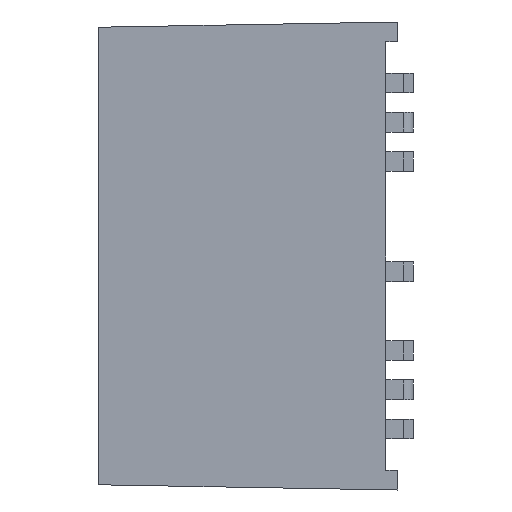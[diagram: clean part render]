
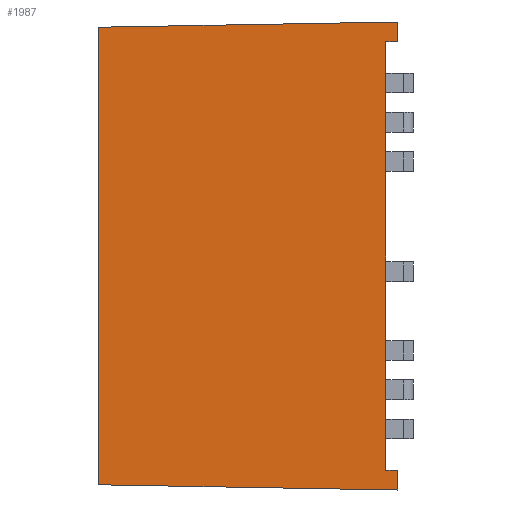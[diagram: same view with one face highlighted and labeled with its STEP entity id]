
A CAD part, left-side view. The second image highlights one B-rep face of the part: STEP entity #1987.
In plain terms, the highlighted planar face has unit normal (-1, 0.018, 0).
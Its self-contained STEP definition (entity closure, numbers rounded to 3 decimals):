
#115 = ORIENTED_EDGE ( 'NONE', *, *, #2638, .T. ) ;
#178 = VECTOR ( 'NONE', #2257, 1000. ) ;
#189 = VECTOR ( 'NONE', #2421, 1000. ) ;
#196 = LINE ( 'NONE', #2288, #178 ) ;
#199 = LINE ( 'NONE', #2439, #189 ) ;
#201 = VECTOR ( 'NONE', #2470, 1000. ) ;
#205 = VECTOR ( 'NONE', #2490, 1000. ) ;
#213 = VECTOR ( 'NONE', #2596, 1000. ) ;
#217 = LINE ( 'NONE', #2499, #201 ) ;
#222 = CARTESIAN_POINT ( 'NONE',  ( -5.645, 0.3, -5.95 ) ) ;
#223 = LINE ( 'NONE', #2482, #205 ) ;
#224 = VECTOR ( 'NONE', #254, 1000. ) ;
#237 = LINE ( 'NONE', #2796, #224 ) ;
#242 = LINE ( 'NONE', #2628, #213 ) ;
#254 = DIRECTION ( 'NONE',  ( -0.017, -1., -0.017 ) ) ;
#322 = VECTOR ( 'NONE', #1647, 1000. ) ;
#327 = LINE ( 'NONE', #2365, #322 ) ;
#440 = ORIENTED_EDGE ( 'NONE', *, *, #2627, .T. ) ;
#568 = LINE ( 'NONE', #222, #585 ) ;
#585 = VECTOR ( 'NONE', #730, 1000. ) ;
#682 = DIRECTION ( 'NONE',  ( -1., 0.017, 0. ) ) ;
#730 = DIRECTION ( 'NONE',  ( 0., 0., 1. ) ) ;
#822 = ORIENTED_EDGE ( 'NONE', *, *, #2536, .T. ) ;
#903 = PLANE ( 'NONE',  #1335 ) ;
#908 = CARTESIAN_POINT ( 'NONE',  ( -5.517, 7.6, 5.817 ) ) ;
#911 = CARTESIAN_POINT ( 'NONE',  ( -5.65, 0., -5.95 ) ) ;
#951 = DIRECTION ( 'NONE',  ( -0.017, -1., 0. ) ) ;
#1012 = CARTESIAN_POINT ( 'NONE',  ( -5.65, 0., 5.45 ) ) ;
#1076 = VERTEX_POINT ( 'NONE', #2126 ) ;
#1079 = VERTEX_POINT ( 'NONE', #2187 ) ;
#1113 = FACE_OUTER_BOUND ( 'NONE', #2037, .T. ) ;
#1335 = AXIS2_PLACEMENT_3D ( 'NONE', #911, #682, #951 ) ;
#1647 = DIRECTION ( 'NONE',  ( 0., 0., 1. ) ) ;
#1749 = CARTESIAN_POINT ( 'NONE',  ( -5.65, 0., 5.95 ) ) ;
#1780 = VERTEX_POINT ( 'NONE', #2382 ) ;
#1788 = VERTEX_POINT ( 'NONE', #2346 ) ;
#1832 = VERTEX_POINT ( 'NONE', #1749 ) ;
#1888 = VERTEX_POINT ( 'NONE', #1012 ) ;
#1987 = ADVANCED_FACE ( 'NONE', ( #1113 ), #903, .T. ) ;
#2037 = EDGE_LOOP ( 'NONE', ( #2568, #115, #822, #2572, #2692, #440, #2746, #2718 ) ) ;
#2126 = CARTESIAN_POINT ( 'NONE',  ( -5.65, 0., -5.45 ) ) ;
#2187 = CARTESIAN_POINT ( 'NONE',  ( -5.517, 7.6, -5.817 ) ) ;
#2257 = DIRECTION ( 'NONE',  ( 0.017, 1., 0. ) ) ;
#2282 = CARTESIAN_POINT ( 'NONE',  ( -5.645, 0.3, -5.45 ) ) ;
#2288 = CARTESIAN_POINT ( 'NONE',  ( -5.65, 0., -5.45 ) ) ;
#2346 = CARTESIAN_POINT ( 'NONE',  ( -5.645, 0.3, 5.45 ) ) ;
#2347 = EDGE_CURVE ( 'NONE', #2697, #1788, #568, .T. ) ;
#2358 = VERTEX_POINT ( 'NONE', #908 ) ;
#2365 = CARTESIAN_POINT ( 'NONE',  ( -5.65, 0., -5.95 ) ) ;
#2382 = CARTESIAN_POINT ( 'NONE',  ( -5.65, 0., -5.95 ) ) ;
#2421 = DIRECTION ( 'NONE',  ( 0., 0., 1. ) ) ;
#2439 = CARTESIAN_POINT ( 'NONE',  ( -5.65, 0., -5.95 ) ) ;
#2470 = DIRECTION ( 'NONE',  ( -0.017, -1., 0.017 ) ) ;
#2482 = CARTESIAN_POINT ( 'NONE',  ( -5.517, 7.6, -5.95 ) ) ;
#2490 = DIRECTION ( 'NONE',  ( 0., 0., 1. ) ) ;
#2499 = CARTESIAN_POINT ( 'NONE',  ( -5.65, 0., 5.95 ) ) ;
#2536 = EDGE_CURVE ( 'NONE', #1888, #1832, #327, .T. ) ;
#2568 = ORIENTED_EDGE ( 'NONE', *, *, #2347, .T. ) ;
#2572 = ORIENTED_EDGE ( 'NONE', *, *, #2641, .F. ) ;
#2596 = DIRECTION ( 'NONE',  ( -0.017, -1., 0. ) ) ;
#2627 = EDGE_CURVE ( 'NONE', #1079, #1780, #237, .T. ) ;
#2628 = CARTESIAN_POINT ( 'NONE',  ( -5.65, 0., 5.45 ) ) ;
#2638 = EDGE_CURVE ( 'NONE', #1788, #1888, #242, .T. ) ;
#2641 = EDGE_CURVE ( 'NONE', #2358, #1832, #217, .T. ) ;
#2651 = EDGE_CURVE ( 'NONE', #1079, #2358, #223, .T. ) ;
#2655 = EDGE_CURVE ( 'NONE', #1780, #1076, #199, .T. ) ;
#2668 = EDGE_CURVE ( 'NONE', #1076, #2697, #196, .T. ) ;
#2692 = ORIENTED_EDGE ( 'NONE', *, *, #2651, .F. ) ;
#2697 = VERTEX_POINT ( 'NONE', #2282 ) ;
#2718 = ORIENTED_EDGE ( 'NONE', *, *, #2668, .T. ) ;
#2746 = ORIENTED_EDGE ( 'NONE', *, *, #2655, .T. ) ;
#2796 = CARTESIAN_POINT ( 'NONE',  ( -5.65, 0., -5.95 ) ) ;
